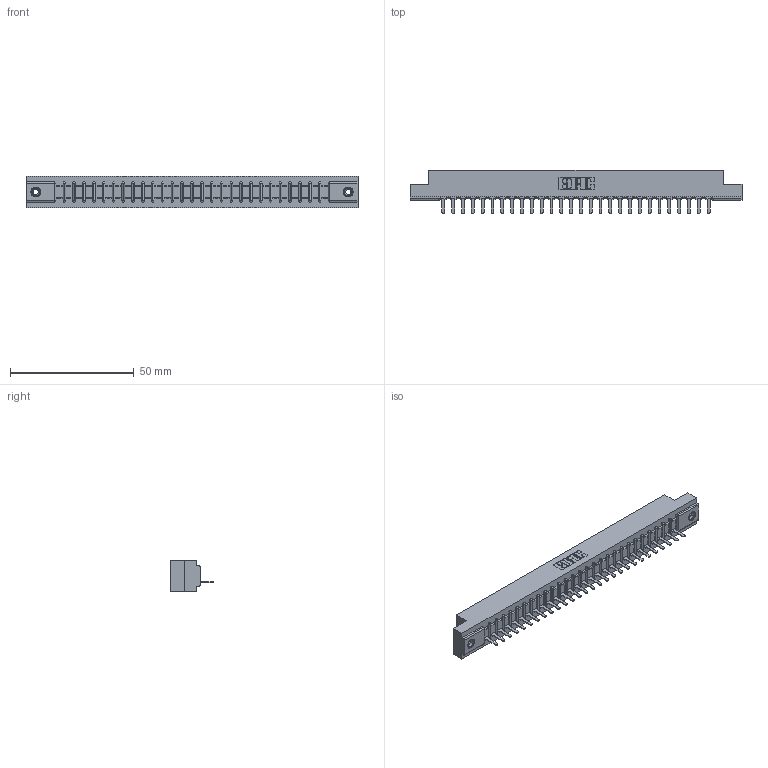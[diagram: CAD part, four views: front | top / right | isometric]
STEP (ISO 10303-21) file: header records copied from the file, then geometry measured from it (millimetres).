
FILE_DESCRIPTION (( 'STEP AP203' ), '1' );
FILE_NAME ('357-028-421-108.STEP', '2020-10-01T21:38:50', ( '' ), ( '' ), 'SwSTEP 2.0', 'SolidWorks 2020', '' );
FILE_SCHEMA (( 'CONFIG_CONTROL_DESIGN' ));
Length unit declared in the file: inch
Products named in the file (4): 345-250-001_345-250-003-102; 307-290-002_521; 357-028-421-108; 307 Part_.156 Dia Mounting Holes
Assembly tree (31 placements, depth 2):
  357-028-421-108
    307 Part_.156 Dia Mounting Holes
    307-290-002_521  x28
    345-250-001_345-250-003-102  x2
Bounding box: 133.96 x 17.42 x 12.7 mm (x, y, z)
Volume: 14226.1 mm3; surface area: 17605.2 mm2
Topology: 31 solids, 31 shells, 2279 faces, 6955 edges, 4550 vertices
Faces by surface type: plane 1362, cylinder 843, sphere 58, cone 12, torus 4
Entity records: 27633 total; most frequent: CARTESIAN_POINT 4639, ORIENTED_EDGE 4622, DIRECTION 4523, EDGE_CURVE 2311, LINE 1763, VECTOR 1763, VERTEX_POINT 1496, AXIS2_PLACEMENT_3D 1380
